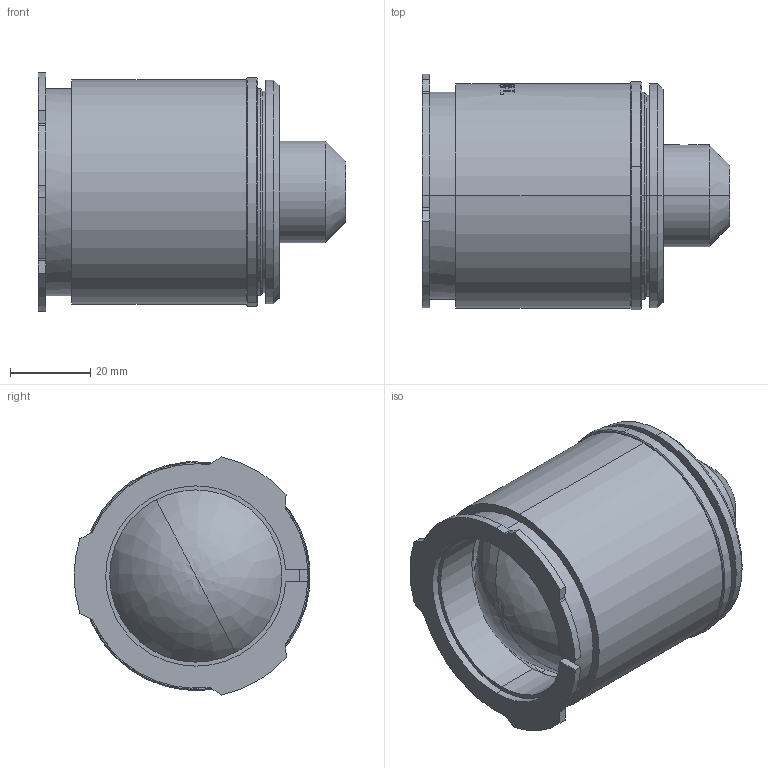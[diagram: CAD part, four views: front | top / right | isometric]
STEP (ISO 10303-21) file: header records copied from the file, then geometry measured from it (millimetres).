
FILE_DESCRIPTION (( 'STEP AP214' ), '1' );
FILE_NAME ('23209-EOW.STEP', '2012-01-16T21:14:31', ( 'Admin' ), ( 'Thorlabs, Inc.' ), 'SwSTEP 2.0', 'SolidWorks 2011', '' );
FILE_SCHEMA (( 'AUTOMOTIVE_DESIGN' ));
Length unit declared in the file: inch
Products named in the file (1): 23209-EOW
Bounding box: 76.83 x 58.89 x 59.44 mm (x, y, z)
Volume: 88673.7 mm3; surface area: 38156.6 mm2
Topology: 6 solids, 6 shells, 577 faces, 1548 edges, 1001 vertices
Faces by surface type: bspline 285, plane 133, cylinder 94, cone 61, torus 4
Entity records: 28900 total; most frequent: CARTESIAN_POINT 9346, ORIENTED_EDGE 3088, EDGE_CURVE 1544, DIRECTION 1492, VERTEX_POINT 1001, B_SPLINE_CURVE_WITH_KNOTS 942, EDGE_LOOP 609, AXIS2_PLACEMENT_3D 597
